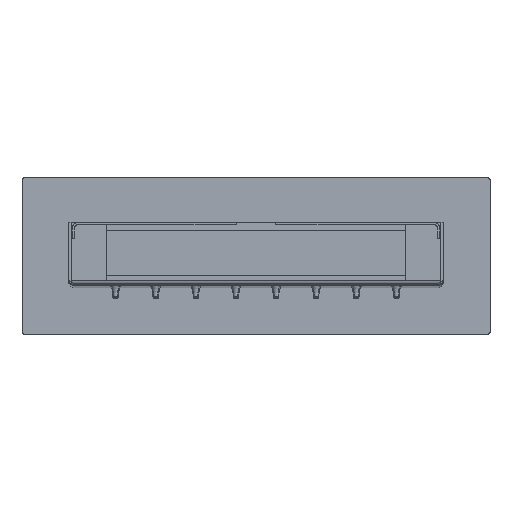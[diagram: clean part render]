
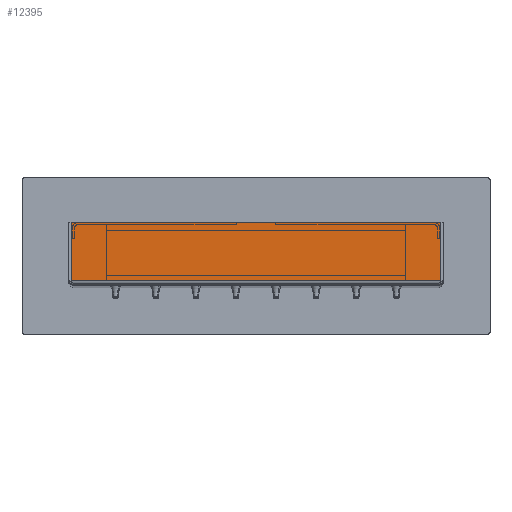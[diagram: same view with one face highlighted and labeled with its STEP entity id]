
A CAD part, top view. The second image highlights one B-rep face of the part: STEP entity #12395.
In plain terms, the highlighted planar face has unit normal (0, 0, 1).
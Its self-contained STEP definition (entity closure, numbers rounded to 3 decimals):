
#307=DIRECTION('',(0.,-1.,0.));
#308=VECTOR('',#307,24.7);
#309=CARTESIAN_POINT('',(78.9,27.,250.));
#310=LINE('',#309,#308);
#321=DIRECTION('',(-1.,0.,0.));
#322=VECTOR('',#321,157.8);
#323=CARTESIAN_POINT('',(78.9,27.,250.));
#324=LINE('',#323,#322);
#334=DIRECTION('',(0.,1.,0.));
#335=VECTOR('',#334,24.7);
#336=CARTESIAN_POINT('',(-78.9,2.3,250.));
#337=LINE('',#336,#335);
#4725=DIRECTION('',(-1.,0.,0.));
#4726=VECTOR('',#4725,157.8);
#4727=CARTESIAN_POINT('',(78.9,2.3,250.));
#4728=LINE('',#4727,#4726);
#9607=CARTESIAN_POINT('',(78.9,27.,250.));
#9608=CARTESIAN_POINT('',(78.9,2.3,250.));
#9609=VERTEX_POINT('',#9607);
#9610=VERTEX_POINT('',#9608);
#9611=CARTESIAN_POINT('',(-78.9,2.3,250.));
#9612=VERTEX_POINT('',#9611);
#9613=CARTESIAN_POINT('',(-78.9,27.,250.));
#9614=VERTEX_POINT('',#9613);
#12381=CARTESIAN_POINT('',(-80.,27.,250.));
#12382=DIRECTION('',(0.,0.,-1.));
#12383=DIRECTION('',(-1.,0.,0.));
#12384=AXIS2_PLACEMENT_3D('',#12381,#12382,#12383);
#12385=PLANE('',#12384);
#12387=ORIENTED_EDGE('',*,*,#12386,.T.);
#12389=ORIENTED_EDGE('',*,*,#12388,.F.);
#12390=ORIENTED_EDGE('',*,*,#12360,.T.);
#12392=ORIENTED_EDGE('',*,*,#12391,.T.);
#12393=EDGE_LOOP('',(#12387,#12389,#12390,#12392));
#12394=FACE_OUTER_BOUND('',#12393,.F.);
#12395=ADVANCED_FACE('',(#12394),#12385,.F.);
#12360=EDGE_CURVE('',#9609,#9610,#310,.T.);
#12386=EDGE_CURVE('',#9612,#9614,#337,.T.);
#12388=EDGE_CURVE('',#9609,#9614,#324,.T.);
#12391=EDGE_CURVE('',#9610,#9612,#4728,.T.);
